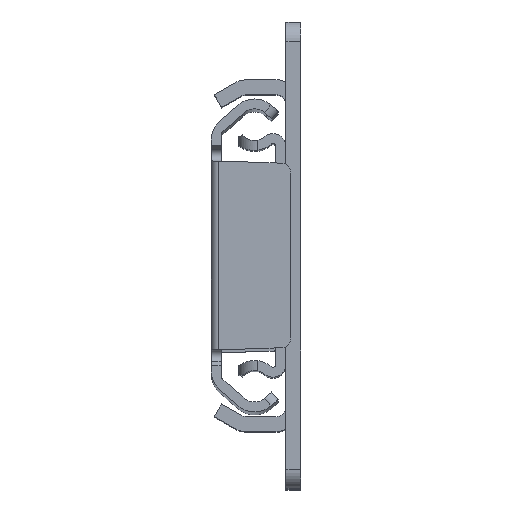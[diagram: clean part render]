
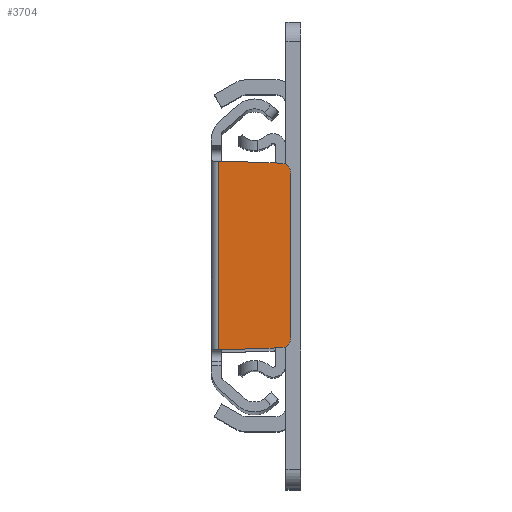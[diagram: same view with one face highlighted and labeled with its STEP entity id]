
A CAD part, top view. The second image highlights one B-rep face of the part: STEP entity #3704.
In plain terms, the highlighted planar face has unit normal (0, 0, 1).
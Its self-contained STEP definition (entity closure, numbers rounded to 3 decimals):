
#51 = VECTOR ( 'NONE', #985, 1000. ) ;
#273 = EDGE_CURVE ( 'NONE', #3774, #5124, #4998, .T. ) ;
#378 = CARTESIAN_POINT ( 'NONE',  ( 12.07, 18.578, 0. ) ) ;
#405 = CARTESIAN_POINT ( 'NONE',  ( -2., 19., 0. ) ) ;
#441 = VECTOR ( 'NONE', #488, 1000. ) ;
#466 = ORIENTED_EDGE ( 'NONE', *, *, #6010, .F. ) ;
#488 = DIRECTION ( 'NONE',  ( 0., 1., 0. ) ) ;
#542 = AXIS2_PLACEMENT_3D ( 'NONE', #854, #3267, #3636 ) ;
#555 = DIRECTION ( 'NONE',  ( 1., 0., 0. ) ) ;
#585 = CARTESIAN_POINT ( 'NONE',  ( -0.5, 19., 0. ) ) ;
#741 = CARTESIAN_POINT ( 'NONE',  ( -0.5, -19., 0. ) ) ;
#761 = DIRECTION ( 'NONE',  ( -0.999, 0.035, 0. ) ) ;
#854 = CARTESIAN_POINT ( 'NONE',  ( 12., -16.579, 0. ) ) ;
#973 = EDGE_LOOP ( 'NONE', ( #466, #1373, #3618, #3456, #1681, #4991, #3270, #5051 ) ) ;
#985 = DIRECTION ( 'NONE',  ( 0.999, 0.035, 0. ) ) ;
#1012 = CARTESIAN_POINT ( 'NONE',  ( 6.7, 26.325, 0. ) ) ;
#1026 = LINE ( 'NONE', #2436, #3701 ) ;
#1074 = CIRCLE ( 'NONE', #4501, 2. ) ;
#1158 = EDGE_CURVE ( 'NONE', #5185, #4921, #1961, .T. ) ;
#1330 = VERTEX_POINT ( 'NONE', #585 ) ;
#1334 = DIRECTION ( 'NONE',  ( 0., -1., 0. ) ) ;
#1360 = DIRECTION ( 'NONE',  ( 1., 0., 0. ) ) ;
#1373 = ORIENTED_EDGE ( 'NONE', *, *, #2445, .T. ) ;
#1496 = PLANE ( 'NONE',  #5512 ) ;
#1674 = EDGE_CURVE ( 'NONE', #2730, #3774, #1026, .T. ) ;
#1680 = LINE ( 'NONE', #3547, #4797 ) ;
#1681 = ORIENTED_EDGE ( 'NONE', *, *, #2286, .T. ) ;
#1705 = VECTOR ( 'NONE', #1360, 1000. ) ;
#1870 = CARTESIAN_POINT ( 'NONE',  ( 14., 18.51, 0. ) ) ;
#1961 = LINE ( 'NONE', #1870, #441 ) ;
#2286 = EDGE_CURVE ( 'NONE', #5124, #5185, #3277, .T. ) ;
#2424 = DIRECTION ( 'NONE',  ( 0., 0., 1. ) ) ;
#2436 = CARTESIAN_POINT ( 'NONE',  ( -2., -19., 0. ) ) ;
#2445 = EDGE_CURVE ( 'NONE', #1330, #2730, #3109, .T. ) ;
#2707 = CARTESIAN_POINT ( 'NONE',  ( 0., -19., 0. ) ) ;
#2730 = VERTEX_POINT ( 'NONE', #741 ) ;
#2920 = CARTESIAN_POINT ( 'NONE',  ( 14., 16.579, 0. ) ) ;
#3109 = LINE ( 'NONE', #4522, #5597 ) ;
#3267 = DIRECTION ( 'NONE',  ( 0., 0., 1. ) ) ;
#3270 = ORIENTED_EDGE ( 'NONE', *, *, #4595, .T. ) ;
#3277 = CIRCLE ( 'NONE', #542, 2. ) ;
#3308 = CARTESIAN_POINT ( 'NONE',  ( 0., -19., 0. ) ) ;
#3335 = FACE_OUTER_BOUND ( 'NONE', #973, .T. ) ;
#3446 = CARTESIAN_POINT ( 'NONE',  ( 12., 16.579, 0. ) ) ;
#3456 = ORIENTED_EDGE ( 'NONE', *, *, #273, .T. ) ;
#3547 = CARTESIAN_POINT ( 'NONE',  ( 0., 19., 0. ) ) ;
#3618 = ORIENTED_EDGE ( 'NONE', *, *, #1674, .T. ) ;
#3636 = DIRECTION ( 'NONE',  ( 1., 0., 0. ) ) ;
#3701 = VECTOR ( 'NONE', #4302, 1000. ) ;
#3704 = ADVANCED_FACE ( 'NONE', ( #3335 ), #1496, .T. ) ;
#3774 = VERTEX_POINT ( 'NONE', #3308 ) ;
#4020 = CARTESIAN_POINT ( 'NONE',  ( 12.07, -18.578, 0. ) ) ;
#4104 = CARTESIAN_POINT ( 'NONE',  ( 14., -16.579, 0. ) ) ;
#4172 = LINE ( 'NONE', #405, #1705 ) ;
#4276 = CARTESIAN_POINT ( 'NONE',  ( 0., 19., 0. ) ) ;
#4302 = DIRECTION ( 'NONE',  ( 1., 0., 0. ) ) ;
#4398 = DIRECTION ( 'NONE',  ( 1., 0., 0. ) ) ;
#4428 = EDGE_CURVE ( 'NONE', #5913, #4596, #1680, .T. ) ;
#4501 = AXIS2_PLACEMENT_3D ( 'NONE', #3446, #4865, #4398 ) ;
#4522 = CARTESIAN_POINT ( 'NONE',  ( -0.5, 26.325, 0. ) ) ;
#4595 = EDGE_CURVE ( 'NONE', #4921, #5913, #1074, .T. ) ;
#4596 = VERTEX_POINT ( 'NONE', #4276 ) ;
#4797 = VECTOR ( 'NONE', #761, 1000. ) ;
#4865 = DIRECTION ( 'NONE',  ( 0., 0., 1. ) ) ;
#4921 = VERTEX_POINT ( 'NONE', #2920 ) ;
#4991 = ORIENTED_EDGE ( 'NONE', *, *, #1158, .T. ) ;
#4998 = LINE ( 'NONE', #2707, #51 ) ;
#5051 = ORIENTED_EDGE ( 'NONE', *, *, #4428, .T. ) ;
#5124 = VERTEX_POINT ( 'NONE', #4020 ) ;
#5185 = VERTEX_POINT ( 'NONE', #4104 ) ;
#5512 = AXIS2_PLACEMENT_3D ( 'NONE', #1012, #2424, #555 ) ;
#5597 = VECTOR ( 'NONE', #1334, 1000. ) ;
#5913 = VERTEX_POINT ( 'NONE', #378 ) ;
#6010 = EDGE_CURVE ( 'NONE', #1330, #4596, #4172, .T. ) ;
